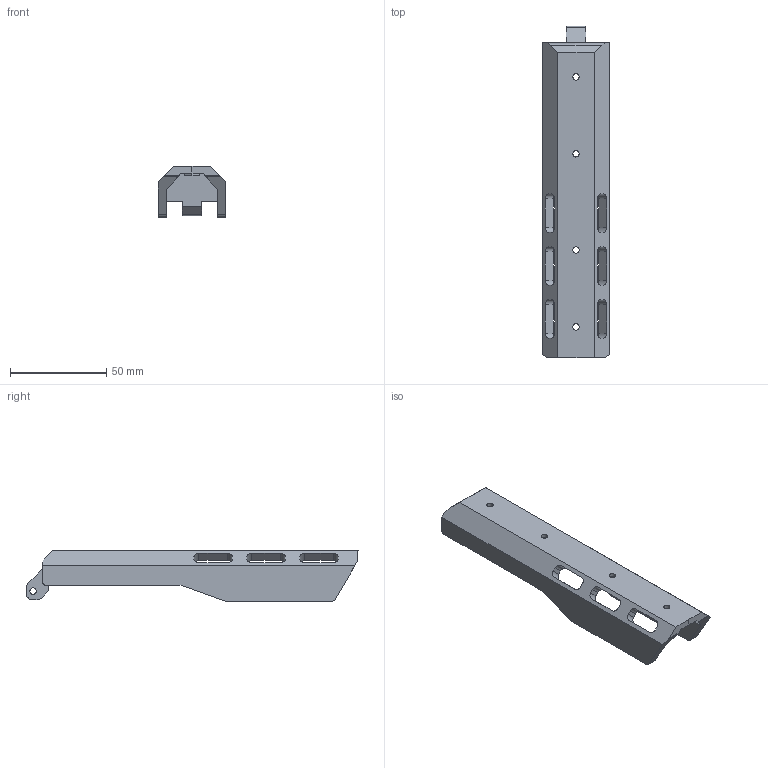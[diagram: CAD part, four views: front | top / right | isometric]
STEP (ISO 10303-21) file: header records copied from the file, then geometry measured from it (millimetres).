
FILE_DESCRIPTION(/* description */ (''),/* implementation_level */ '2;1');
FILE_NAME(/* name */ '10_Top_Cover.step',/* time_stamp */ '2023-08-25T22:08:56+01:00',/* author */ (''),/* organization */ (''),/* preprocessor_version */ 'ST-DEVELOPER v20',/* originating_system */ 'Autodesk Translation Framework v12.9.0.99',/* authorisation */ '');
FILE_SCHEMA (('AUTOMOTIVE_DESIGN { 1 0 10303 214 3 1 1 }'));
Length unit declared in the file: millimetre
Products named in the file (1): 10. Top Cover
Bounding box: 35 x 172.62 x 26.6 mm (x, y, z)
Volume: 41705 mm3; surface area: 23447.8 mm2
Topology: 1 solids, 1 shells, 158 faces, 441 edges, 293 vertices
Faces by surface type: plane 113, cylinder 45
Full cylindrical faces by diameter (mm): 3.3 x5
Entity records: 5134 total; most frequent: CARTESIAN_POINT 893, ORIENTED_EDGE 882, DIRECTION 848, EDGE_CURVE 441, LINE 352, VECTOR 352, VERTEX_POINT 293, AXIS2_PLACEMENT_3D 248
